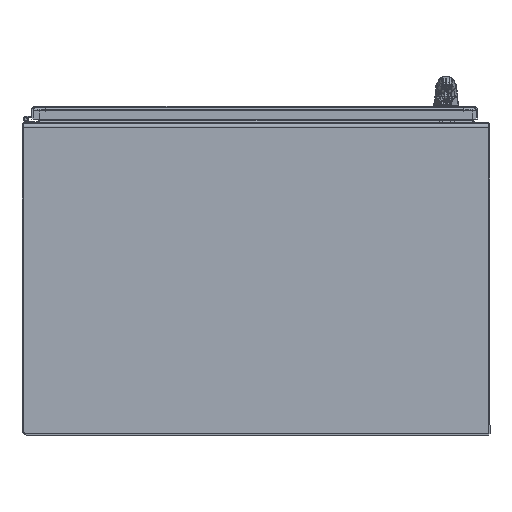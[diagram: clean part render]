
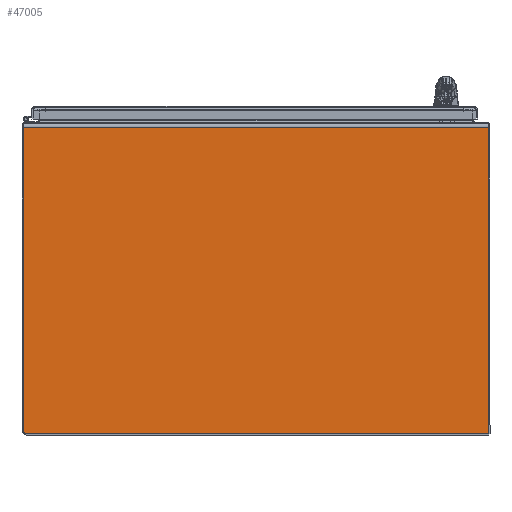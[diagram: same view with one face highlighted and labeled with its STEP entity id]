
A CAD part, front view. The second image highlights one B-rep face of the part: STEP entity #47005.
In plain terms, the highlighted face is planar.
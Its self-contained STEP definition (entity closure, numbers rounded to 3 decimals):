
#2388=PLANE('',#50793);
#3548=FACE_OUTER_BOUND('',#6392,.T.);
#6392=EDGE_LOOP('',(#31258,#31259,#31260,#31261));
#12015=LINE('',#70509,#15700);
#12020=LINE('',#70525,#15705);
#12023=LINE('',#70531,#15708);
#12024=LINE('',#70532,#15709);
#15700=VECTOR('',#56409,0.394);
#15705=VECTOR('',#56430,0.394);
#15708=VECTOR('',#56435,0.394);
#15709=VECTOR('',#56436,0.394);
#19314=VERTEX_POINT('',#70506);
#19315=VERTEX_POINT('',#70508);
#19318=VERTEX_POINT('',#70524);
#19320=VERTEX_POINT('',#70530);
#23844=EDGE_CURVE('',#19315,#19314,#12015,.T.);
#23852=EDGE_CURVE('',#19318,#19315,#12020,.T.);
#23855=EDGE_CURVE('',#19314,#19320,#12023,.T.);
#23856=EDGE_CURVE('',#19320,#19318,#12024,.T.);
#31258=ORIENTED_EDGE('',*,*,#23844,.T.);
#31259=ORIENTED_EDGE('',*,*,#23855,.T.);
#31260=ORIENTED_EDGE('',*,*,#23856,.T.);
#31261=ORIENTED_EDGE('',*,*,#23852,.T.);
#47005=ADVANCED_FACE('',(#3548),#2388,.F.);
#50793=AXIS2_PLACEMENT_3D('',#70529,#56433,#56434);
#56409=DIRECTION('',(-1.,0.,0.));
#56430=DIRECTION('',(0.,-1.,0.));
#56433=DIRECTION('center_axis',(0.,0.,1.));
#56434=DIRECTION('ref_axis',(1.,0.,0.));
#56435=DIRECTION('',(0.,1.,0.));
#56436=DIRECTION('',(1.,0.,0.));
#70506=CARTESIAN_POINT('',(0.,-23.667,0.));
#70508=CARTESIAN_POINT('',(35.917,-23.667,0.));
#70509=CARTESIAN_POINT('',(26.938,-23.667,0.));
#70524=CARTESIAN_POINT('',(35.917,0.,0.));
#70525=CARTESIAN_POINT('',(35.917,0.,0.));
#70529=CARTESIAN_POINT('Origin',(17.959,-12.011,0.));
#70530=CARTESIAN_POINT('',(0.,0.,0.));
#70531=CARTESIAN_POINT('',(0.,-24.021,0.));
#70532=CARTESIAN_POINT('',(0.,0.,0.));
